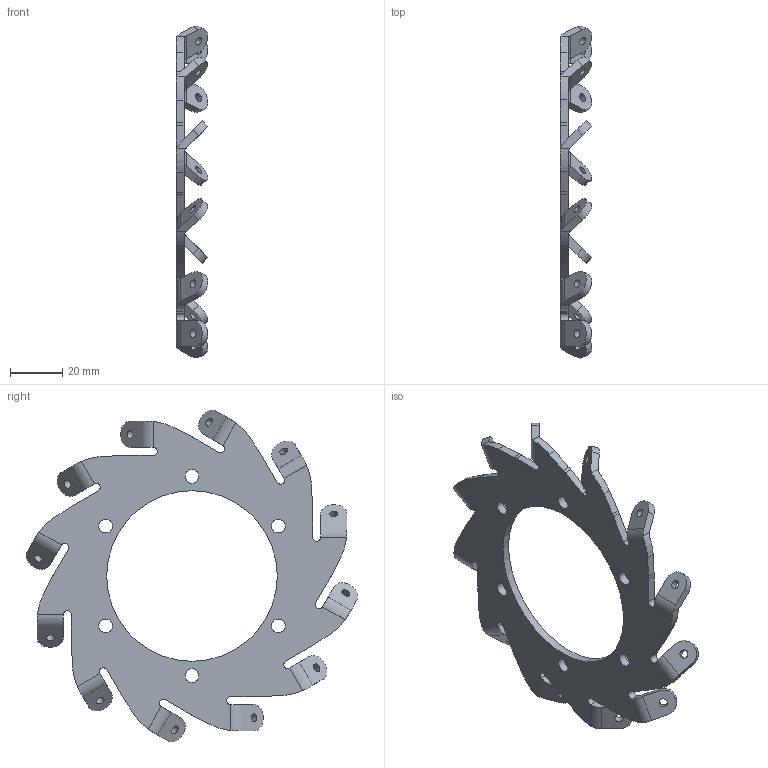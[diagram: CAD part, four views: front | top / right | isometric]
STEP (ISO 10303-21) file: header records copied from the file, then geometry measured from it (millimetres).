
FILE_DESCRIPTION(/* description */ (''),/* implementation_level */ '2;1');
FILE_NAME(/* name */ 'side_R.step',/* time_stamp */ '2023-08-18T11:09:59+02:00',/* author */ (''),/* organization */ (''),/* preprocessor_version */ 'ST-DEVELOPER v20',/* originating_system */ 'Autodesk Translation Framework v12.9.0.99',/* authorisation */ '');
FILE_SCHEMA (('AUTOMOTIVE_DESIGN { 1 0 10303 214 3 1 1 }'));
Length unit declared in the file: millimetre
Products named in the file (1): mecanum wheel side
Bounding box: 12.09 x 126.49 x 126.49 mm (x, y, z)
Volume: 21855.6 mm3; surface area: 18303.9 mm2
Topology: 1 solids, 1 shells, 165 faces, 465 edges, 302 vertices
Faces by surface type: cylinder 91, plane 74
Full cylindrical faces by diameter (mm): 3.2 x12, 5.2 x6, 65 x1
Entity records: 5533 total; most frequent: CARTESIAN_POINT 1029, DIRECTION 955, ORIENTED_EDGE 930, EDGE_CURVE 465, AXIS2_PLACEMENT_3D 348, VERTEX_POINT 302, LINE 259, VECTOR 259
